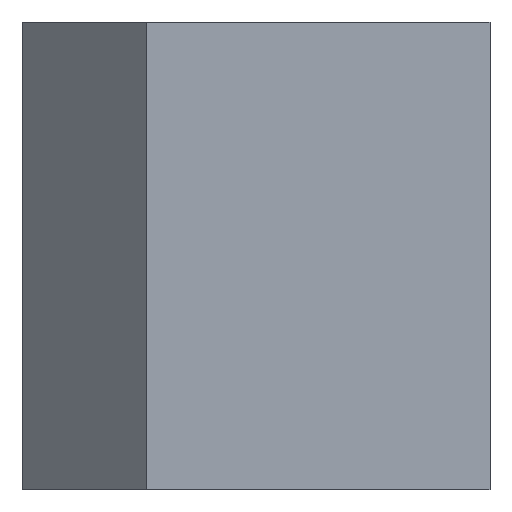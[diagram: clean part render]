
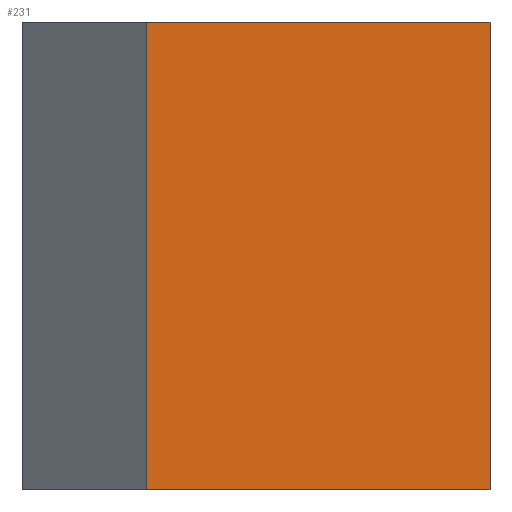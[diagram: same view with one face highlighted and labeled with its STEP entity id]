
A CAD part, left-side view. The second image highlights one B-rep face of the part: STEP entity #231.
In plain terms, the highlighted planar face has unit normal (-1, 0, 0).
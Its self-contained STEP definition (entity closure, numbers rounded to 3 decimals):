
#25=FACE_OUTER_BOUND('',#37,.T.);
#37=EDGE_LOOP('',(#195,#196,#197,#198));
#42=LINE('',#330,#72);
#51=LINE('',#348,#81);
#67=LINE('',#380,#97);
#68=LINE('',#382,#98);
#72=VECTOR('',#272,10.);
#81=VECTOR('',#283,10.);
#97=VECTOR('',#315,10.);
#98=VECTOR('',#318,10.);
#99=VERTEX_POINT('',#323);
#102=VERTEX_POINT('',#328);
#110=VERTEX_POINT('',#346);
#118=VERTEX_POINT('',#378);
#122=EDGE_CURVE('',#102,#99,#42,.T.);
#131=EDGE_CURVE('',#102,#110,#51,.T.);
#147=EDGE_CURVE('',#110,#118,#67,.T.);
#148=EDGE_CURVE('',#99,#118,#68,.T.);
#195=ORIENTED_EDGE('',*,*,#122,.F.);
#196=ORIENTED_EDGE('',*,*,#131,.T.);
#197=ORIENTED_EDGE('',*,*,#147,.T.);
#198=ORIENTED_EDGE('',*,*,#148,.F.);
#219=PLANE('',#263);
#231=ADVANCED_FACE('',(#25),#219,.T.);
#263=AXIS2_PLACEMENT_3D('',#381,#316,#317);
#272=DIRECTION('',(0.,0.,1.));
#283=DIRECTION('',(0.,-1.,0.));
#315=DIRECTION('',(0.,0.,1.));
#316=DIRECTION('center_axis',(-1.,0.,0.));
#317=DIRECTION('ref_axis',(0.,-1.,0.));
#318=DIRECTION('',(0.,-1.,0.));
#323=CARTESIAN_POINT('',(-80.,11.,15.));
#328=CARTESIAN_POINT('',(-80.,11.,0.));
#330=CARTESIAN_POINT('',(-80.,11.,0.));
#346=CARTESIAN_POINT('',(-80.,0.,0.));
#348=CARTESIAN_POINT('',(-80.,15.,0.));
#378=CARTESIAN_POINT('',(-80.,0.,15.));
#380=CARTESIAN_POINT('',(-80.,0.,0.));
#381=CARTESIAN_POINT('Origin',(-80.,15.,0.));
#382=CARTESIAN_POINT('',(-80.,15.,15.));
